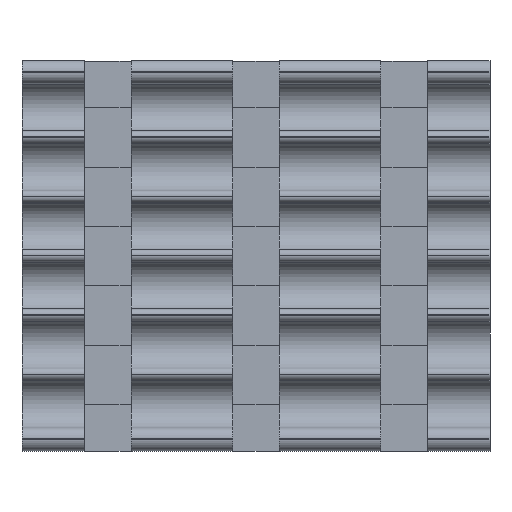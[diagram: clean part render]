
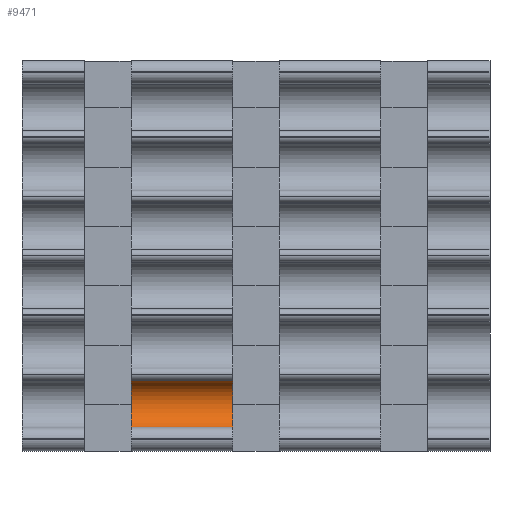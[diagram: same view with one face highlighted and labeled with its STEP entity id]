
A CAD part, top view. The second image highlights one B-rep face of the part: STEP entity #9471.
In plain terms, the highlighted cylindrical face has radius 1.625 mm (diameter 3.25 mm), a partial arc.
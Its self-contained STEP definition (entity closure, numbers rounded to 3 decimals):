
#1904 = PLANE('',#1905);
#1905 = AXIS2_PLACEMENT_3D('',#1906,#1907,#1908);
#1906 = CARTESIAN_POINT('',(-1.5,12.5,23.));
#1907 = DIRECTION('',(1.,0.,0.));
#1908 = DIRECTION('',(0.,0.,-1.));
#1958 = PLANE('',#1959);
#1959 = AXIS2_PLACEMENT_3D('',#1960,#1961,#1962);
#1960 = CARTESIAN_POINT('',(-8.,12.5,4.));
#1961 = DIRECTION('',(-1.,0.,0.));
#1962 = DIRECTION('',(0.,0.,1.));
#5575 = VERTEX_POINT('',#5576);
#5576 = CARTESIAN_POINT('',(-8.,-9.5,4.));
#5627 = VERTEX_POINT('',#5628);
#5628 = CARTESIAN_POINT('',(-8.,-11.,5.));
#5643 = PLANE('',#5644);
#5644 = AXIS2_PLACEMENT_3D('',#5645,#5646,#5647);
#5645 = CARTESIAN_POINT('',(-15.,-11.,23.));
#5646 = DIRECTION('',(0.,1.,0.));
#5647 = DIRECTION('',(0.,0.,-1.));
#5654 = EDGE_CURVE('',#5575,#5627,#5655,.T.);
#5655 = SURFACE_CURVE('',#5656,(#5661,#5668),.PCURVE_S1.);
#5656 = CIRCLE('',#5657,1.625);
#5657 = AXIS2_PLACEMENT_3D('',#5658,#5659,#5660);
#5658 = CARTESIAN_POINT('',(-8.,-9.5,5.625));
#5659 = DIRECTION('',(-1.,0.,0.));
#5660 = DIRECTION('',(0.,-1.,0.));
#5661 = PCURVE('',#1958,#5662);
#5662 = DEFINITIONAL_REPRESENTATION('',(#5663),#5667);
#5663 = CIRCLE('',#5664,1.625);
#5664 = AXIS2_PLACEMENT_2D('',#5665,#5666);
#5665 = CARTESIAN_POINT('',(1.625,-22.));
#5666 = DIRECTION('',(0.,-1.));
#5667 = ( GEOMETRIC_REPRESENTATION_CONTEXT(2) 
PARAMETRIC_REPRESENTATION_CONTEXT() REPRESENTATION_CONTEXT('2D SPACE',''
  ) );
#5668 = PCURVE('',#5669,#5674);
#5669 = CYLINDRICAL_SURFACE('',#5670,1.625);
#5670 = AXIS2_PLACEMENT_3D('',#5671,#5672,#5673);
#5671 = CARTESIAN_POINT('',(-15.,-9.5,5.625));
#5672 = DIRECTION('',(-1.,0.,0.));
#5673 = DIRECTION('',(0.,-1.,0.));
#5674 = DEFINITIONAL_REPRESENTATION('',(#5675),#5679);
#5675 = LINE('',#5676,#5677);
#5676 = CARTESIAN_POINT('',(0.,-7.));
#5677 = VECTOR('',#5678,1.);
#5678 = DIRECTION('',(1.,0.));
#5679 = ( GEOMETRIC_REPRESENTATION_CONTEXT(2) 
PARAMETRIC_REPRESENTATION_CONTEXT() REPRESENTATION_CONTEXT('2D SPACE',''
  ) );
#5868 = VERTEX_POINT('',#5869);
#5869 = CARTESIAN_POINT('',(-1.5,-9.5,4.));
#5890 = EDGE_CURVE('',#5868,#5891,#5893,.T.);
#5891 = VERTEX_POINT('',#5892);
#5892 = CARTESIAN_POINT('',(-1.5,-11.,5.));
#5893 = SURFACE_CURVE('',#5894,(#5899,#5910),.PCURVE_S1.);
#5894 = CIRCLE('',#5895,1.625);
#5895 = AXIS2_PLACEMENT_3D('',#5896,#5897,#5898);
#5896 = CARTESIAN_POINT('',(-1.5,-9.5,5.625));
#5897 = DIRECTION('',(-1.,0.,0.));
#5898 = DIRECTION('',(0.,-1.,0.));
#5899 = PCURVE('',#1904,#5900);
#5900 = DEFINITIONAL_REPRESENTATION('',(#5901),#5909);
#5901 = ( BOUNDED_CURVE() B_SPLINE_CURVE(2,(#5902,#5903,#5904,#5905,
#5906,#5907,#5908),.UNSPECIFIED.,.T.,.F.) B_SPLINE_CURVE_WITH_KNOTS((1,2
    ,2,2,2,1),(-2.094,0.,2.094,4.189,
6.283,8.378),.UNSPECIFIED.) CURVE() 
GEOMETRIC_REPRESENTATION_ITEM() RATIONAL_B_SPLINE_CURVE((1.,0.5,1.,0.5,
1.,0.5,1.)) REPRESENTATION_ITEM('') );
#5902 = CARTESIAN_POINT('',(17.375,-23.625));
#5903 = CARTESIAN_POINT('',(14.56,-23.625));
#5904 = CARTESIAN_POINT('',(15.968,-21.188));
#5905 = CARTESIAN_POINT('',(17.375,-18.75));
#5906 = CARTESIAN_POINT('',(18.782,-21.188));
#5907 = CARTESIAN_POINT('',(20.19,-23.625));
#5908 = CARTESIAN_POINT('',(17.375,-23.625));
#5909 = ( GEOMETRIC_REPRESENTATION_CONTEXT(2) 
PARAMETRIC_REPRESENTATION_CONTEXT() REPRESENTATION_CONTEXT('2D SPACE',''
  ) );
#5910 = PCURVE('',#5669,#5911);
#5911 = DEFINITIONAL_REPRESENTATION('',(#5912),#5916);
#5912 = LINE('',#5913,#5914);
#5913 = CARTESIAN_POINT('',(0.,-13.5));
#5914 = VECTOR('',#5915,1.);
#5915 = DIRECTION('',(1.,0.));
#5916 = ( GEOMETRIC_REPRESENTATION_CONTEXT(2) 
PARAMETRIC_REPRESENTATION_CONTEXT() REPRESENTATION_CONTEXT('2D SPACE',''
  ) );
#9386 = PLANE('',#9387);
#9387 = AXIS2_PLACEMENT_3D('',#9388,#9389,#9390);
#9388 = CARTESIAN_POINT('',(-8.,12.5,4.));
#9389 = DIRECTION('',(-1.,0.,0.));
#9390 = DIRECTION('',(0.,0.,1.));
#9424 = EDGE_CURVE('',#5627,#5891,#9425,.T.);
#9425 = SURFACE_CURVE('',#9426,(#9430,#9437),.PCURVE_S1.);
#9426 = LINE('',#9427,#9428);
#9427 = CARTESIAN_POINT('',(-15.,-11.,5.));
#9428 = VECTOR('',#9429,1.);
#9429 = DIRECTION('',(1.,0.,0.));
#9430 = PCURVE('',#5643,#9431);
#9431 = DEFINITIONAL_REPRESENTATION('',(#9432),#9436);
#9432 = LINE('',#9433,#9434);
#9433 = CARTESIAN_POINT('',(18.,0.));
#9434 = VECTOR('',#9435,1.);
#9435 = DIRECTION('',(0.,-1.));
#9436 = ( GEOMETRIC_REPRESENTATION_CONTEXT(2) 
PARAMETRIC_REPRESENTATION_CONTEXT() REPRESENTATION_CONTEXT('2D SPACE',''
  ) );
#9437 = PCURVE('',#5669,#9438);
#9438 = DEFINITIONAL_REPRESENTATION('',(#9439),#9443);
#9439 = LINE('',#9440,#9441);
#9440 = CARTESIAN_POINT('',(5.888,0.));
#9441 = VECTOR('',#9442,1.);
#9442 = DIRECTION('',(0.,-1.));
#9443 = ( GEOMETRIC_REPRESENTATION_CONTEXT(2) 
PARAMETRIC_REPRESENTATION_CONTEXT() REPRESENTATION_CONTEXT('2D SPACE',''
  ) );
#9471 = ADVANCED_FACE('',(#9472),#5669,.F.);
#9472 = FACE_BOUND('',#9473,.F.);
#9473 = EDGE_LOOP('',(#9474,#9498,#9526,#9557,#9558,#9559));
#9474 = ORIENTED_EDGE('',*,*,#9475,.F.);
#9475 = EDGE_CURVE('',#9476,#5575,#9478,.T.);
#9476 = VERTEX_POINT('',#9477);
#9477 = CARTESIAN_POINT('',(-8.,-8.,5.));
#9478 = SURFACE_CURVE('',#9479,(#9484,#9491),.PCURVE_S1.);
#9479 = CIRCLE('',#9480,1.625);
#9480 = AXIS2_PLACEMENT_3D('',#9481,#9482,#9483);
#9481 = CARTESIAN_POINT('',(-8.,-9.5,5.625));
#9482 = DIRECTION('',(-1.,0.,0.));
#9483 = DIRECTION('',(0.,-1.,0.));
#9484 = PCURVE('',#5669,#9485);
#9485 = DEFINITIONAL_REPRESENTATION('',(#9486),#9490);
#9486 = LINE('',#9487,#9488);
#9487 = CARTESIAN_POINT('',(0.,-7.));
#9488 = VECTOR('',#9489,1.);
#9489 = DIRECTION('',(1.,0.));
#9490 = ( GEOMETRIC_REPRESENTATION_CONTEXT(2) 
PARAMETRIC_REPRESENTATION_CONTEXT() REPRESENTATION_CONTEXT('2D SPACE',''
  ) );
#9491 = PCURVE('',#9386,#9492);
#9492 = DEFINITIONAL_REPRESENTATION('',(#9493),#9497);
#9493 = CIRCLE('',#9494,1.625);
#9494 = AXIS2_PLACEMENT_2D('',#9495,#9496);
#9495 = CARTESIAN_POINT('',(1.625,-22.));
#9496 = DIRECTION('',(0.,-1.));
#9497 = ( GEOMETRIC_REPRESENTATION_CONTEXT(2) 
PARAMETRIC_REPRESENTATION_CONTEXT() REPRESENTATION_CONTEXT('2D SPACE',''
  ) );
#9498 = ORIENTED_EDGE('',*,*,#9499,.T.);
#9499 = EDGE_CURVE('',#9476,#9500,#9502,.T.);
#9500 = VERTEX_POINT('',#9501);
#9501 = CARTESIAN_POINT('',(-1.5,-8.,5.));
#9502 = SURFACE_CURVE('',#9503,(#9507,#9514),.PCURVE_S1.);
#9503 = LINE('',#9504,#9505);
#9504 = CARTESIAN_POINT('',(-15.,-8.,5.));
#9505 = VECTOR('',#9506,1.);
#9506 = DIRECTION('',(1.,0.,0.));
#9507 = PCURVE('',#5669,#9508);
#9508 = DEFINITIONAL_REPRESENTATION('',(#9509),#9513);
#9509 = LINE('',#9510,#9511);
#9510 = CARTESIAN_POINT('',(3.536,0.));
#9511 = VECTOR('',#9512,1.);
#9512 = DIRECTION('',(0.,-1.));
#9513 = ( GEOMETRIC_REPRESENTATION_CONTEXT(2) 
PARAMETRIC_REPRESENTATION_CONTEXT() REPRESENTATION_CONTEXT('2D SPACE',''
  ) );
#9514 = PCURVE('',#9515,#9520);
#9515 = PLANE('',#9516);
#9516 = AXIS2_PLACEMENT_3D('',#9517,#9518,#9519);
#9517 = CARTESIAN_POINT('',(-15.,-8.,5.));
#9518 = DIRECTION('',(0.,-1.,0.));
#9519 = DIRECTION('',(0.,0.,1.));
#9520 = DEFINITIONAL_REPRESENTATION('',(#9521),#9525);
#9521 = LINE('',#9522,#9523);
#9522 = CARTESIAN_POINT('',(0.,0.));
#9523 = VECTOR('',#9524,1.);
#9524 = DIRECTION('',(0.,-1.));
#9525 = ( GEOMETRIC_REPRESENTATION_CONTEXT(2) 
PARAMETRIC_REPRESENTATION_CONTEXT() REPRESENTATION_CONTEXT('2D SPACE',''
  ) );
#9526 = ORIENTED_EDGE('',*,*,#9527,.T.);
#9527 = EDGE_CURVE('',#9500,#5868,#9528,.T.);
#9528 = SURFACE_CURVE('',#9529,(#9534,#9541),.PCURVE_S1.);
#9529 = CIRCLE('',#9530,1.625);
#9530 = AXIS2_PLACEMENT_3D('',#9531,#9532,#9533);
#9531 = CARTESIAN_POINT('',(-1.5,-9.5,5.625));
#9532 = DIRECTION('',(-1.,0.,0.));
#9533 = DIRECTION('',(0.,-1.,0.));
#9534 = PCURVE('',#5669,#9535);
#9535 = DEFINITIONAL_REPRESENTATION('',(#9536),#9540);
#9536 = LINE('',#9537,#9538);
#9537 = CARTESIAN_POINT('',(0.,-13.5));
#9538 = VECTOR('',#9539,1.);
#9539 = DIRECTION('',(1.,0.));
#9540 = ( GEOMETRIC_REPRESENTATION_CONTEXT(2) 
PARAMETRIC_REPRESENTATION_CONTEXT() REPRESENTATION_CONTEXT('2D SPACE',''
  ) );
#9541 = PCURVE('',#9542,#9547);
#9542 = PLANE('',#9543);
#9543 = AXIS2_PLACEMENT_3D('',#9544,#9545,#9546);
#9544 = CARTESIAN_POINT('',(-1.5,12.5,23.));
#9545 = DIRECTION('',(1.,0.,0.));
#9546 = DIRECTION('',(0.,0.,-1.));
#9547 = DEFINITIONAL_REPRESENTATION('',(#9548),#9556);
#9548 = ( BOUNDED_CURVE() B_SPLINE_CURVE(2,(#9549,#9550,#9551,#9552,
#9553,#9554,#9555),.UNSPECIFIED.,.T.,.F.) B_SPLINE_CURVE_WITH_KNOTS((1,2
    ,2,2,2,1),(-2.094,0.,2.094,4.189,
6.283,8.378),.UNSPECIFIED.) CURVE() 
GEOMETRIC_REPRESENTATION_ITEM() RATIONAL_B_SPLINE_CURVE((1.,0.5,1.,0.5,
1.,0.5,1.)) REPRESENTATION_ITEM('') );
#9549 = CARTESIAN_POINT('',(17.375,-23.625));
#9550 = CARTESIAN_POINT('',(14.56,-23.625));
#9551 = CARTESIAN_POINT('',(15.968,-21.188));
#9552 = CARTESIAN_POINT('',(17.375,-18.75));
#9553 = CARTESIAN_POINT('',(18.782,-21.188));
#9554 = CARTESIAN_POINT('',(20.19,-23.625));
#9555 = CARTESIAN_POINT('',(17.375,-23.625));
#9556 = ( GEOMETRIC_REPRESENTATION_CONTEXT(2) 
PARAMETRIC_REPRESENTATION_CONTEXT() REPRESENTATION_CONTEXT('2D SPACE',''
  ) );
#9557 = ORIENTED_EDGE('',*,*,#5890,.T.);
#9558 = ORIENTED_EDGE('',*,*,#9424,.F.);
#9559 = ORIENTED_EDGE('',*,*,#5654,.F.);
